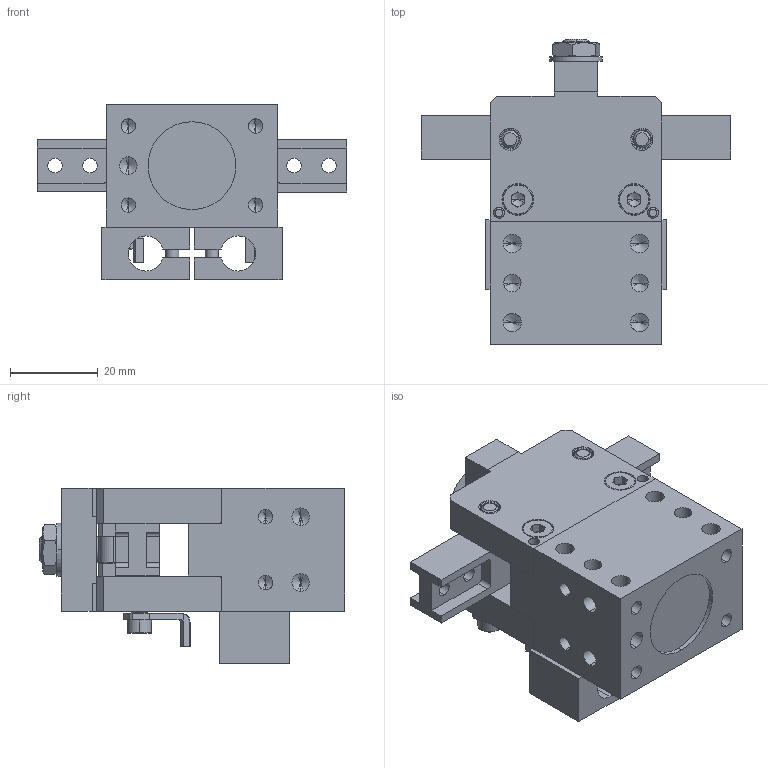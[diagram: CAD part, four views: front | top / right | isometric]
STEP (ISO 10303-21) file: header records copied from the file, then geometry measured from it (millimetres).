
FILE_DESCRIPTION (( 'STEP AP214' ), '1' );
FILE_NAME ('2RG 020.STEP', '2012-03-05T01:04:09', ( 'xw4600' ), ( '' ), 'SwSTEP 2.0', 'SolidWorks 2010', '' );
FILE_SCHEMA (( 'AUTOMOTIVE_DESIGN' ));
Length unit declared in the file: millimetre
Products named in the file (20): 2RG-020-01_Default; 2RG-020-02_Default; 2RG-020-03_Default; 2RG-020-11_Default; 2RG-020-P2_Default; 2RG-020-09_Default; 2RG-020-08_Default; 2RG-020-07_Default; 2RG-020-04_Default; 2RG-020-12_Default; 2RG-020-P1_Default; 2RG-020-P3_Default; 2RG-020-P4_Default; 2RG-020-13_Default; Plain Washer(M6)_KS 1326 PW - M6; Socket Head Cap Screw_ISO 4762 M4 x 12 --- 12N; Socket Head Cap Screw_ISO 4762 M4 x 10 --- 10N; Socket Head Cap Screw_ISO 4762 M3 x 8 --- 8N; hex thin nut_Hexagon Thin Nut ISO - 4035 - M6 - N; 2RG 020
Assembly tree (42 placements, depth 2):
  2RG 020
    2RG-020-P2_Default  x2
    2RG-020-13_Default  x2
    2RG-020-01_Default
    2RG-020-04_Default  x2
    Socket Head Cap Screw_ISO 4762 M4 x 10 --- 10N  x4
    2RG-020-11_Default  x2
    2RG-020-07_Default  x4
    2RG-020-P4_Default  x2
    Socket Head Cap Screw_ISO 4762 M3 x 8 --- 8N  x8
    2RG-020-08_Default
    Socket Head Cap Screw_ISO 4762 M4 x 12 --- 12N  x2
    hex thin nut_Hexagon Thin Nut ISO - 4035 - M6 - N
    2RG-020-P3_Default  x2
    2RG-020-09_Default  x2
    2RG-020-03_Default
    2RG-020-02_Default  x2
    2RG-020-P1_Default
    2RG-020-12_Default  x2
    Plain Washer(M6)_KS 1326 PW - M6
Bounding box: 70.4 x 69.5 x 40 mm (x, y, z)
Volume: 52720.5 mm3; surface area: 37326.6 mm2
Topology: 42 solids, 42 shells, 1013 faces, 2366 edges, 1428 vertices
Faces by surface type: plane 444, cylinder 330, cone 183, torus 56
Entity records: 16800 total; most frequent: CARTESIAN_POINT 3001, DIRECTION 2720, ORIENTED_EDGE 2372, EDGE_CURVE 1186, AXIS2_PLACEMENT_3D 1028, VERTEX_POINT 753, VECTOR 664, LINE 664
